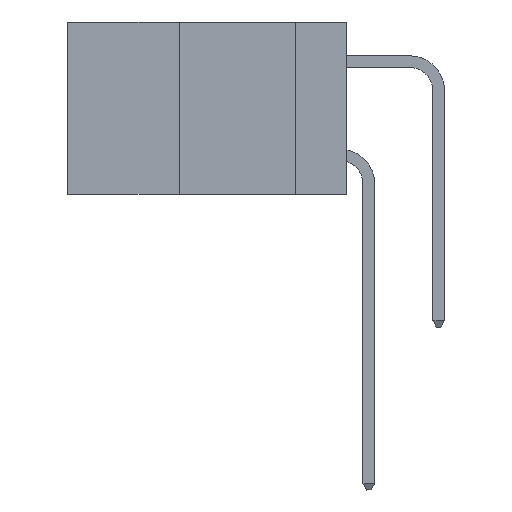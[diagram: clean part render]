
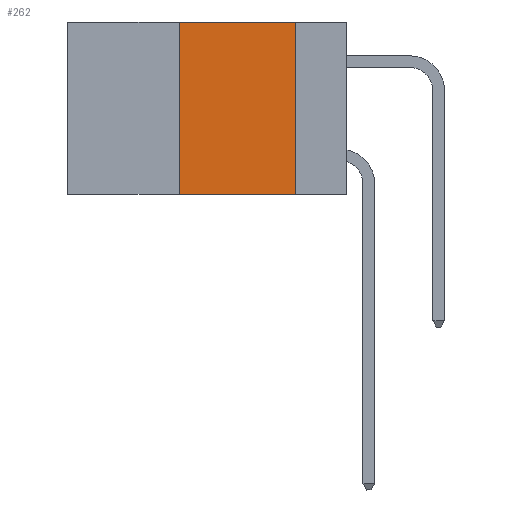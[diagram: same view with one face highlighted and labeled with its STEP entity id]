
A CAD part, left-side view. The second image highlights one B-rep face of the part: STEP entity #262.
In plain terms, the highlighted planar face has unit normal (-1, 0, 0).
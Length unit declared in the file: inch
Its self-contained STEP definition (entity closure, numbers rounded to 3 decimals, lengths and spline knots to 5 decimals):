
#7 = CARTESIAN_POINT ( 'NONE',  ( 0., 0.36, 0. ) ) ;
#194 = CARTESIAN_POINT ( 'NONE',  ( 0., 0.36, 0. ) ) ;
#262 = ADVANCED_FACE ( 'NONE', ( #16378 ), #23485, .F. ) ;
#694 = CARTESIAN_POINT ( 'NONE',  ( 0., 0.36, -0.37 ) ) ;
#1210 = AXIS2_PLACEMENT_3D ( 'NONE', #28042, #29083, #31338 ) ;
#2413 = LINE ( 'NONE', #4101, #8386 ) ;
#3089 = EDGE_CURVE ( 'NONE', #15818, #17059, #2413, .T. ) ;
#4101 = CARTESIAN_POINT ( 'NONE',  ( 0., 0.6, 0. ) ) ;
#4876 = CARTESIAN_POINT ( 'NONE',  ( 0., 0.11, -0.37 ) ) ;
#4986 = CARTESIAN_POINT ( 'NONE',  ( 0., 0.11, 0. ) ) ;
#5311 = EDGE_CURVE ( 'NONE', #25220, #18604, #7518, .T. ) ;
#5497 = VECTOR ( 'NONE', #7399, 39.37008 ) ;
#7196 = EDGE_CURVE ( 'NONE', #17059, #18604, #29980, .T. ) ;
#7367 = VECTOR ( 'NONE', #17293, 39.37008 ) ;
#7399 = DIRECTION ( 'NONE',  ( 0., -1., 0. ) ) ;
#7518 = LINE ( 'NONE', #30536, #5497 ) ;
#8386 = VECTOR ( 'NONE', #9009, 39.37008 ) ;
#8444 = ORIENTED_EDGE ( 'NONE', *, *, #3089, .F. ) ;
#9009 = DIRECTION ( 'NONE',  ( 0., -1., 0. ) ) ;
#10055 = ORIENTED_EDGE ( 'NONE', *, *, #5311, .T. ) ;
#11249 = ORIENTED_EDGE ( 'NONE', *, *, #30384, .F. ) ;
#11385 = EDGE_LOOP ( 'NONE', ( #11422, #8444, #11249, #10055 ) ) ;
#11422 = ORIENTED_EDGE ( 'NONE', *, *, #7196, .F. ) ;
#12036 = LINE ( 'NONE', #7, #16033 ) ;
#15818 = VERTEX_POINT ( 'NONE', #194 ) ;
#16033 = VECTOR ( 'NONE', #18017, 39.37008 ) ;
#16378 = FACE_OUTER_BOUND ( 'NONE', #11385, .T. ) ;
#17059 = VERTEX_POINT ( 'NONE', #4986 ) ;
#17293 = DIRECTION ( 'NONE',  ( 0., 0., -1. ) ) ;
#18017 = DIRECTION ( 'NONE',  ( 0., 0., 1. ) ) ;
#18604 = VERTEX_POINT ( 'NONE', #4876 ) ;
#23485 = PLANE ( 'NONE',  #1210 ) ;
#23954 = CARTESIAN_POINT ( 'NONE',  ( 0., 0.11, 0. ) ) ;
#25220 = VERTEX_POINT ( 'NONE', #694 ) ;
#28042 = CARTESIAN_POINT ( 'NONE',  ( 0., 0.6, 0. ) ) ;
#29083 = DIRECTION ( 'NONE',  ( 1., 0., 0. ) ) ;
#29980 = LINE ( 'NONE', #23954, #7367 ) ;
#30384 = EDGE_CURVE ( 'NONE', #25220, #15818, #12036, .T. ) ;
#30536 = CARTESIAN_POINT ( 'NONE',  ( 0., 0.6, -0.37 ) ) ;
#31338 = DIRECTION ( 'NONE',  ( 0., 0., -1. ) ) ;
